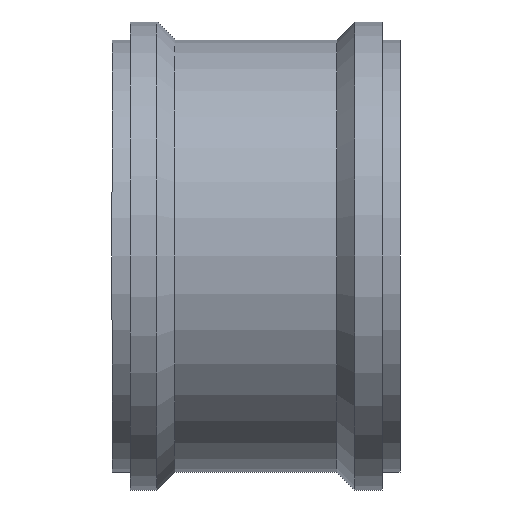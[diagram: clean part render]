
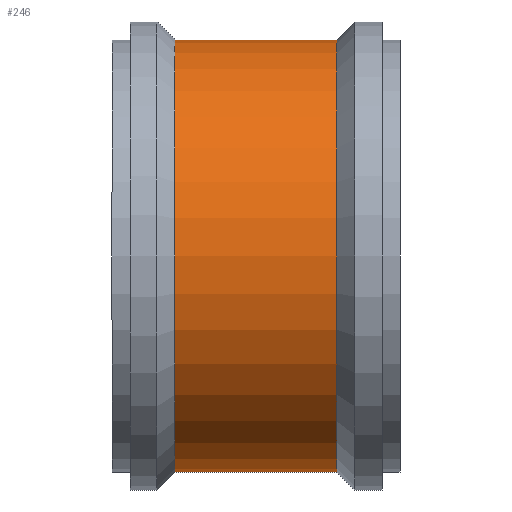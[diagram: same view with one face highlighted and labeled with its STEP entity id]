
A CAD part, left-side view. The second image highlights one B-rep face of the part: STEP entity #246.
In plain terms, the highlighted cylindrical face has radius 36 mm (diameter 72 mm), a partial arc.
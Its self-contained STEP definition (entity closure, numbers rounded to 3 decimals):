
#246=ADVANCED_FACE('',(#573),#574,.T.);
#573=FACE_OUTER_BOUND('',#984,.T.);
#574=CYLINDRICAL_SURFACE('',#985,36.0);
#984=EDGE_LOOP('',(#1701,#1702,#1703,#1704));
#985=AXIS2_PLACEMENT_3D('',#1705,#1706,#1707);
#1701=ORIENTED_EDGE('',*,*,#2710,.F.);
#1702=ORIENTED_EDGE('',*,*,#2711,.F.);
#1703=ORIENTED_EDGE('',*,*,#2712,.F.);
#1704=ORIENTED_EDGE('',*,*,#2596,.F.);
#1705=CARTESIAN_POINT('',(0.0,0.0,0.0));
#1706=DIRECTION('',(-0.0,1.0,0.0));
#1707=DIRECTION('',(0.0,0.0,-1.0));
#2596=EDGE_CURVE('',#3187,#3183,#3189,.T.);
#2710=EDGE_CURVE('',#3362,#3187,#3363,.T.);
#2711=EDGE_CURVE('',#3364,#3362,#3365,.T.);
#2712=EDGE_CURVE('',#3183,#3364,#3366,.T.);
#3183=VERTEX_POINT('',#4024);
#3187=VERTEX_POINT('',#4029);
#3189=CIRCLE('',#4032,36.0);
#3362=VERTEX_POINT('',#4337);
#3363=LINE('',#4338,#4339);
#3364=VERTEX_POINT('',#4340);
#3365=CIRCLE('',#4341,36.0);
#3366=LINE('',#4342,#4343);
#4024=CARTESIAN_POINT('',(0.0,5.5,36.0));
#4029=CARTESIAN_POINT('',(0.,5.5,-36.0));
#4032=AXIS2_PLACEMENT_3D('',#4949,#4950,#4951);
#4337=CARTESIAN_POINT('',(0.0,-21.5,-36.0));
#4338=CARTESIAN_POINT('',(0.,0.0,-36.0));
#4339=VECTOR('',#5072,1.0);
#4340=CARTESIAN_POINT('',(0.,-21.5,36.0));
#4341=AXIS2_PLACEMENT_3D('',#5073,#5074,#5075);
#4342=CARTESIAN_POINT('',(0.,0.0,36.0));
#4343=VECTOR('',#5076,1.0);
#4949=CARTESIAN_POINT('',(0.0,5.5,0.0));
#4950=DIRECTION('',(0.0,1.0,0.0));
#4951=DIRECTION('',(0.0,0.0,1.0));
#5072=DIRECTION('',(-0.0,1.0,0.0));
#5073=CARTESIAN_POINT('',(0.0,-21.5,0.0));
#5074=DIRECTION('',(0.0,-1.0,0.0));
#5075=DIRECTION('',(0.0,0.0,-1.0));
#5076=DIRECTION('',(-0.0,-1.0,0.0));
